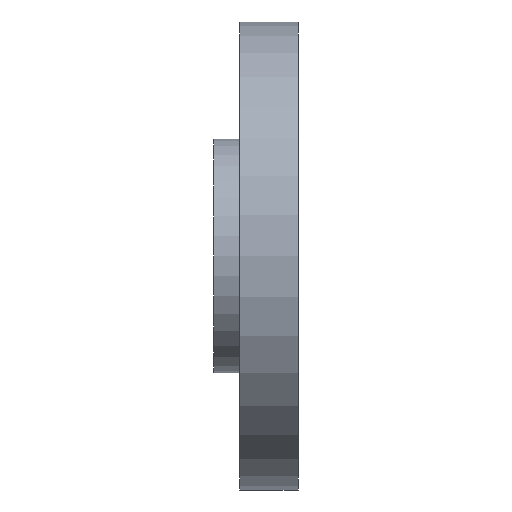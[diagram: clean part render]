
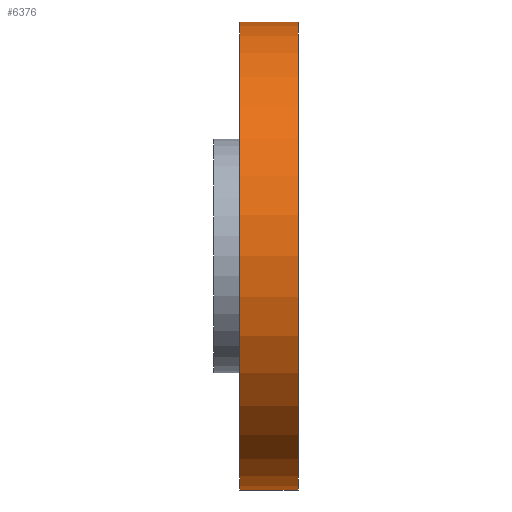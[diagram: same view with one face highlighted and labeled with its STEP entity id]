
A CAD part, left-side view. The second image highlights one B-rep face of the part: STEP entity #6376.
In plain terms, the highlighted cylindrical face has radius 12.696 mm (diameter 25.392 mm), a partial arc.
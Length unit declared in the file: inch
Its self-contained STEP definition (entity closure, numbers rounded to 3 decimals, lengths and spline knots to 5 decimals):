
#698 = VECTOR ( 'NONE', #3788, 39.37008 ) ;
#2917 = ORIENTED_EDGE ( 'NONE', *, *, #13524, .F. ) ;
#2979 = ORIENTED_EDGE ( 'NONE', *, *, #17454, .F. ) ;
#3013 = FACE_OUTER_BOUND ( 'NONE', #7954, .T. ) ;
#3239 = LINE ( 'NONE', #14176, #698 ) ;
#3788 = DIRECTION ( 'NONE',  ( 0., -1., 0. ) ) ;
#3927 = VERTEX_POINT ( 'NONE', #5240 ) ;
#4874 = DIRECTION ( 'NONE',  ( 0., 0., -1. ) ) ;
#5240 = CARTESIAN_POINT ( 'NONE',  ( 0., 0., 0.49985 ) ) ;
#5274 = VECTOR ( 'NONE', #11828, 39.37008 ) ;
#5947 = AXIS2_PLACEMENT_3D ( 'NONE', #12455, #13421, #4874 ) ;
#6376 = ADVANCED_FACE ( 'NONE', ( #3013 ), #17755, .T. ) ;
#7050 = DIRECTION ( 'NONE',  ( 0., 1., 0. ) ) ;
#7954 = EDGE_LOOP ( 'NONE', ( #2917, #2979, #14797, #9308 ) ) ;
#8030 = EDGE_CURVE ( 'NONE', #15534, #8895, #3239, .T. ) ;
#8275 = EDGE_CURVE ( 'NONE', #8895, #3927, #11214, .T. ) ;
#8431 = CARTESIAN_POINT ( 'NONE',  ( 0., 0.125, 0.49985 ) ) ;
#8655 = DIRECTION ( 'NONE',  ( 0., 0., 1. ) ) ;
#8895 = VERTEX_POINT ( 'NONE', #10887 ) ;
#9246 = AXIS2_PLACEMENT_3D ( 'NONE', #10796, #18124, #18189 ) ;
#9308 = ORIENTED_EDGE ( 'NONE', *, *, #8275, .T. ) ;
#9353 = CARTESIAN_POINT ( 'NONE',  ( 0., 0.125, -0.49985 ) ) ;
#10104 = CARTESIAN_POINT ( 'NONE',  ( 0., 0., 0. ) ) ;
#10744 = VERTEX_POINT ( 'NONE', #8431 ) ;
#10796 = CARTESIAN_POINT ( 'NONE',  ( 0., 0.125, 0. ) ) ;
#10887 = CARTESIAN_POINT ( 'NONE',  ( 0., 0., -0.49985 ) ) ;
#11214 = CIRCLE ( 'NONE', #15347, 0.49985 ) ;
#11828 = DIRECTION ( 'NONE',  ( 0., -1., 0. ) ) ;
#12455 = CARTESIAN_POINT ( 'NONE',  ( 0., 0.125, 0. ) ) ;
#13421 = DIRECTION ( 'NONE',  ( 0., -1., 0. ) ) ;
#13524 = EDGE_CURVE ( 'NONE', #10744, #3927, #18619, .T. ) ;
#14176 = CARTESIAN_POINT ( 'NONE',  ( 0., 0.125, -0.49985 ) ) ;
#14797 = ORIENTED_EDGE ( 'NONE', *, *, #8030, .T. ) ;
#15347 = AXIS2_PLACEMENT_3D ( 'NONE', #10104, #7050, #8655 ) ;
#15534 = VERTEX_POINT ( 'NONE', #9353 ) ;
#16440 = CIRCLE ( 'NONE', #9246, 0.49985 ) ;
#17454 = EDGE_CURVE ( 'NONE', #15534, #10744, #16440, .T. ) ;
#17755 = CYLINDRICAL_SURFACE ( 'NONE', #5947, 0.49985 ) ;
#17901 = CARTESIAN_POINT ( 'NONE',  ( 0., 0.125, 0.49985 ) ) ;
#18124 = DIRECTION ( 'NONE',  ( 0., 1., 0. ) ) ;
#18189 = DIRECTION ( 'NONE',  ( 0., 0., 1. ) ) ;
#18619 = LINE ( 'NONE', #17901, #5274 ) ;
